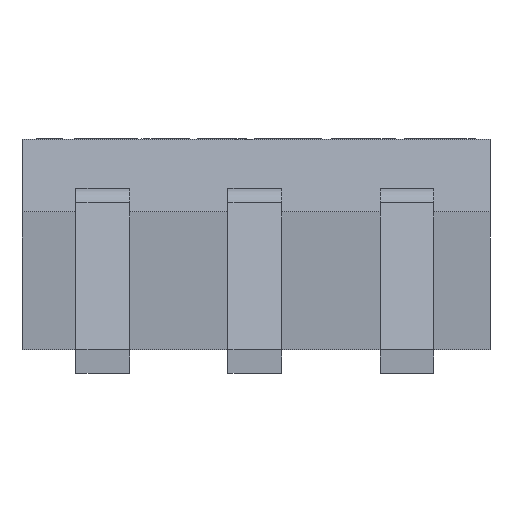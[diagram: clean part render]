
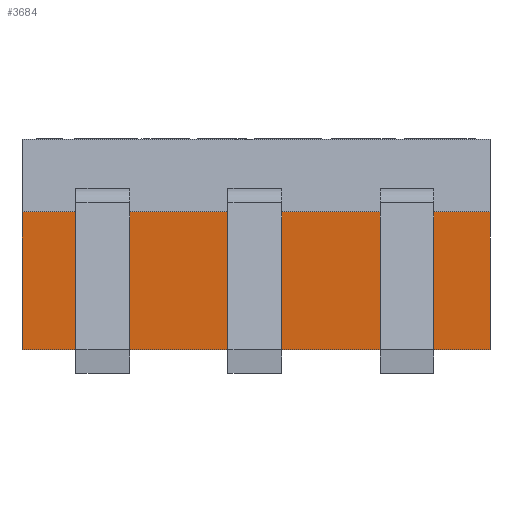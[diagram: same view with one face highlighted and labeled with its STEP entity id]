
A CAD part, left-side view. The second image highlights one B-rep face of the part: STEP entity #3684.
In plain terms, the highlighted planar face has unit normal (-0.999, 0, -0.051).
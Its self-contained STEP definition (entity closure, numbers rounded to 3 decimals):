
#145=PLANE('',#3844);
#337=FACE_OUTER_BOUND('',#550,.T.);
#550=EDGE_LOOP('',(#3118,#3119,#3120,#3121));
#841=LINE('',#6466,#1224);
#849=LINE('',#6481,#1232);
#850=LINE('',#6483,#1233);
#851=LINE('',#6484,#1234);
#1224=VECTOR('',#4285,10.);
#1232=VECTOR('',#4297,10.);
#1233=VECTOR('',#4300,10.);
#1234=VECTOR('',#4301,10.);
#1751=VERTEX_POINT('',#6462);
#1753=VERTEX_POINT('',#6465);
#1757=VERTEX_POINT('',#6477);
#1758=VERTEX_POINT('',#6479);
#2225=EDGE_CURVE('',#1751,#1753,#841,.T.);
#2233=EDGE_CURVE('',#1757,#1758,#849,.T.);
#2234=EDGE_CURVE('',#1757,#1751,#850,.T.);
#2235=EDGE_CURVE('',#1753,#1758,#851,.T.);
#3118=ORIENTED_EDGE('',*,*,#2234,.F.);
#3119=ORIENTED_EDGE('',*,*,#2233,.T.);
#3120=ORIENTED_EDGE('',*,*,#2235,.F.);
#3121=ORIENTED_EDGE('',*,*,#2225,.F.);
#3684=ADVANCED_FACE('',(#337),#145,.T.);
#3844=AXIS2_PLACEMENT_3D('',#6482,#4298,#4299);
#4285=DIRECTION('',(0.,1.,0.));
#4297=DIRECTION('',(0.,1.,0.));
#4298=DIRECTION('center_axis',(-0.999,0.,-0.051));
#4299=DIRECTION('ref_axis',(-0.051,0.,0.999));
#4300=DIRECTION('',(0.051,0.,-0.999));
#4301=DIRECTION('',(-0.051,0.,0.999));
#6462=CARTESIAN_POINT('',(-0.595,-1.,-0.751));
#6465=CARTESIAN_POINT('',(-0.595,1.,-0.751));
#6466=CARTESIAN_POINT('',(-0.595,-1.,-0.751));
#6477=CARTESIAN_POINT('',(-0.625,-1.,-0.162));
#6479=CARTESIAN_POINT('',(-0.625,1.,-0.162));
#6481=CARTESIAN_POINT('',(-0.625,-1.,-0.162));
#6482=CARTESIAN_POINT('Origin',(-0.595,-1.,-0.751));
#6483=CARTESIAN_POINT('',(-0.625,-1.,-0.162));
#6484=CARTESIAN_POINT('',(-0.625,1.,-0.162));
